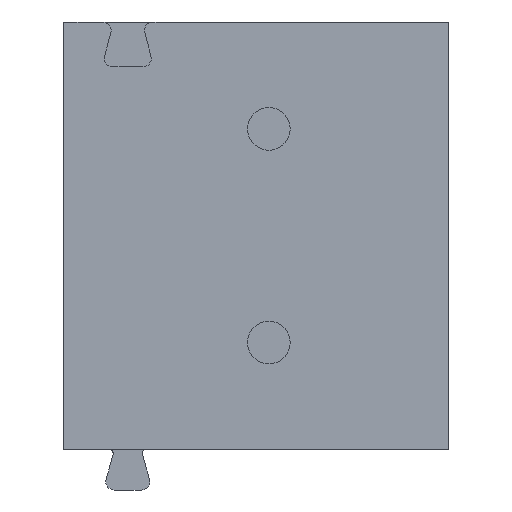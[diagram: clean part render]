
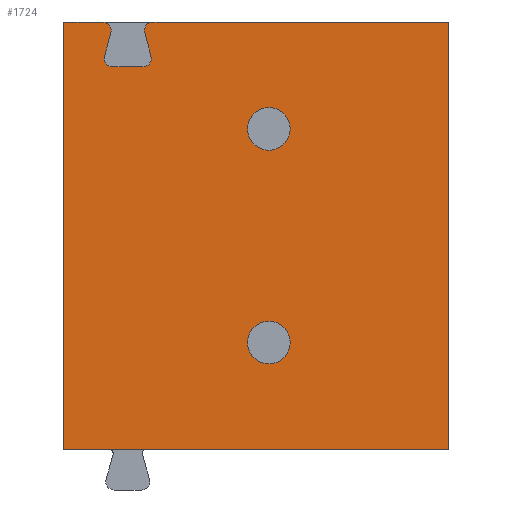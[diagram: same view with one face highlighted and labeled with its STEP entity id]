
A CAD part, front view. The second image highlights one B-rep face of the part: STEP entity #1724.
In plain terms, the highlighted planar face has unit normal (0, -1, 0).
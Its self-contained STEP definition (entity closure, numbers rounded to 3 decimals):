
#80=CIRCLE('',#1824,0.5);
#81=CIRCLE('',#1825,0.5);
#82=CIRCLE('',#1826,0.2);
#83=CIRCLE('',#1827,0.2);
#84=CIRCLE('',#1828,0.2);
#85=CIRCLE('',#1829,0.2);
#193=ORIENTED_EDGE('',*,*,#523,.T.);
#194=ORIENTED_EDGE('',*,*,#524,.T.);
#195=ORIENTED_EDGE('',*,*,#525,.T.);
#196=ORIENTED_EDGE('',*,*,#526,.F.);
#197=ORIENTED_EDGE('',*,*,#450,.F.);
#198=ORIENTED_EDGE('',*,*,#522,.T.);
#199=ORIENTED_EDGE('',*,*,#527,.T.);
#200=ORIENTED_EDGE('',*,*,#461,.F.);
#201=ORIENTED_EDGE('',*,*,#454,.F.);
#202=ORIENTED_EDGE('',*,*,#528,.F.);
#203=ORIENTED_EDGE('',*,*,#529,.T.);
#204=ORIENTED_EDGE('',*,*,#530,.T.);
#205=ORIENTED_EDGE('',*,*,#531,.T.);
#206=ORIENTED_EDGE('',*,*,#532,.T.);
#450=EDGE_CURVE('',#621,#622,#739,.T.);
#454=EDGE_CURVE('',#625,#626,#743,.T.);
#461=EDGE_CURVE('',#626,#630,#750,.T.);
#522=EDGE_CURVE('',#621,#682,#775,.T.);
#523=EDGE_CURVE('',#683,#683,#80,.T.);
#524=EDGE_CURVE('',#684,#684,#81,.T.);
#525=EDGE_CURVE('',#685,#686,#776,.T.);
#526=EDGE_CURVE('',#622,#686,#82,.T.);
#527=EDGE_CURVE('',#682,#630,#777,.T.);
#528=EDGE_CURVE('',#687,#625,#83,.T.);
#529=EDGE_CURVE('',#687,#688,#778,.T.);
#530=EDGE_CURVE('',#688,#689,#84,.T.);
#531=EDGE_CURVE('',#689,#690,#779,.T.);
#532=EDGE_CURVE('',#690,#685,#85,.T.);
#621=VERTEX_POINT('',#2267);
#622=VERTEX_POINT('',#2268);
#625=VERTEX_POINT('',#2274);
#626=VERTEX_POINT('',#2276);
#630=VERTEX_POINT('',#2286);
#682=VERTEX_POINT('',#2460);
#683=VERTEX_POINT('',#2464);
#684=VERTEX_POINT('',#2466);
#685=VERTEX_POINT('',#2468);
#686=VERTEX_POINT('',#2469);
#687=VERTEX_POINT('',#2473);
#688=VERTEX_POINT('',#2475);
#689=VERTEX_POINT('',#2477);
#690=VERTEX_POINT('',#2479);
#739=LINE('',#2266,#846);
#743=LINE('',#2275,#850);
#750=LINE('',#2289,#857);
#775=LINE('',#2461,#882);
#776=LINE('',#2467,#883);
#777=LINE('',#2471,#884);
#778=LINE('',#2474,#885);
#779=LINE('',#2478,#886);
#846=VECTOR('',#1915,1000.);
#850=VECTOR('',#1919,1000.);
#857=VECTOR('',#1928,1000.);
#882=VECTOR('',#2017,1000.);
#883=VECTOR('',#2024,1000.);
#884=VECTOR('',#2027,1000.);
#885=VECTOR('',#2030,1000.);
#886=VECTOR('',#2033,1000.);
#975=EDGE_LOOP('',(#193));
#976=EDGE_LOOP('',(#194));
#977=EDGE_LOOP('',(#195,#196,#197,#198,#199,#200,#201,#202,#203,#204,#205,
#206));
#1068=FACE_BOUND('',#975,.T.);
#1069=FACE_BOUND('',#976,.T.);
#1070=FACE_BOUND('',#977,.T.);
#1147=PLANE('',#1823);
#1724=ADVANCED_FACE('',(#1068,#1069,#1070),#1147,.F.);
#1823=AXIS2_PLACEMENT_3D('',#2462,#2018,#2019);
#1824=AXIS2_PLACEMENT_3D('',#2463,#2020,#2021);
#1825=AXIS2_PLACEMENT_3D('',#2465,#2022,#2023);
#1826=AXIS2_PLACEMENT_3D('',#2470,#2025,#2026);
#1827=AXIS2_PLACEMENT_3D('',#2472,#2028,#2029);
#1828=AXIS2_PLACEMENT_3D('',#2476,#2031,#2032);
#1829=AXIS2_PLACEMENT_3D('',#2480,#2034,#2035);
#1915=DIRECTION('',(1.,0.,0.));
#1919=DIRECTION('',(1.,0.,0.));
#1928=DIRECTION('',(0.,0.,-1.));
#2017=DIRECTION('',(0.,0.,-1.));
#2018=DIRECTION('',(0.,1.,0.));
#2019=DIRECTION('',(0.,0.,1.));
#2020=DIRECTION('',(0.,1.,0.));
#2021=DIRECTION('',(1.,0.,0.));
#2022=DIRECTION('',(0.,1.,0.));
#2023=DIRECTION('',(1.,0.,0.));
#2024=DIRECTION('',(0.259,0.,0.966));
#2025=DIRECTION('',(0.,1.,0.));
#2026=DIRECTION('',(1.,0.,0.));
#2027=DIRECTION('',(1.,0.,0.));
#2028=DIRECTION('',(0.,1.,0.));
#2029=DIRECTION('',(1.,0.,0.));
#2030=DIRECTION('',(0.259,0.,-0.966));
#2031=DIRECTION('',(0.,1.,0.));
#2032=DIRECTION('',(1.,0.,0.));
#2033=DIRECTION('',(-1.,0.,0.));
#2034=DIRECTION('',(0.,1.,0.));
#2035=DIRECTION('',(1.,0.,0.));
#2266=CARTESIAN_POINT('',(-4.8,0.,10.));
#2267=CARTESIAN_POINT('',(-4.8,0.,10.));
#2268=CARTESIAN_POINT('',(-3.89,0.,10.));
#2274=CARTESIAN_POINT('',(-2.71,0.,10.));
#2275=CARTESIAN_POINT('',(-4.8,0.,10.));
#2276=CARTESIAN_POINT('',(4.2,0.,10.));
#2286=CARTESIAN_POINT('',(4.2,0.,0.));
#2289=CARTESIAN_POINT('',(4.2,0.,10.));
#2460=CARTESIAN_POINT('',(-4.8,0.,0.));
#2461=CARTESIAN_POINT('',(-4.8,0.,10.));
#2462=CARTESIAN_POINT('',(-4.8,0.,10.));
#2463=CARTESIAN_POINT('',(0.,0.,7.5));
#2464=CARTESIAN_POINT('',(0.5,0.,7.5));
#2465=CARTESIAN_POINT('',(0.,0.,2.5));
#2466=CARTESIAN_POINT('',(0.5,0.,2.5));
#2467=CARTESIAN_POINT('',(-3.843,0.,9.202));
#2468=CARTESIAN_POINT('',(-3.843,0.,9.202));
#2469=CARTESIAN_POINT('',(-3.697,0.,9.748));
#2470=CARTESIAN_POINT('',(-3.89,0.,9.8));
#2471=CARTESIAN_POINT('',(-4.8,0.,0.));
#2472=CARTESIAN_POINT('',(-2.71,0.,9.8));
#2473=CARTESIAN_POINT('',(-2.903,0.,9.748));
#2474=CARTESIAN_POINT('',(-2.903,0.,9.748));
#2475=CARTESIAN_POINT('',(-2.757,0.,9.202));
#2476=CARTESIAN_POINT('',(-2.95,0.,9.15));
#2477=CARTESIAN_POINT('',(-2.95,0.,8.95));
#2478=CARTESIAN_POINT('',(-2.95,0.,8.95));
#2479=CARTESIAN_POINT('',(-3.65,0.,8.95));
#2480=CARTESIAN_POINT('',(-3.65,0.,9.15));
